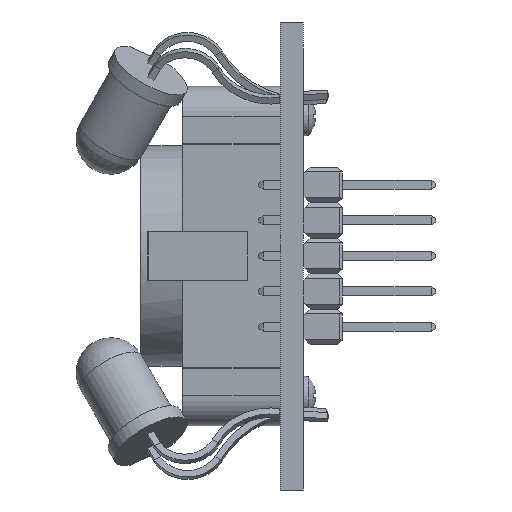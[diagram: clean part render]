
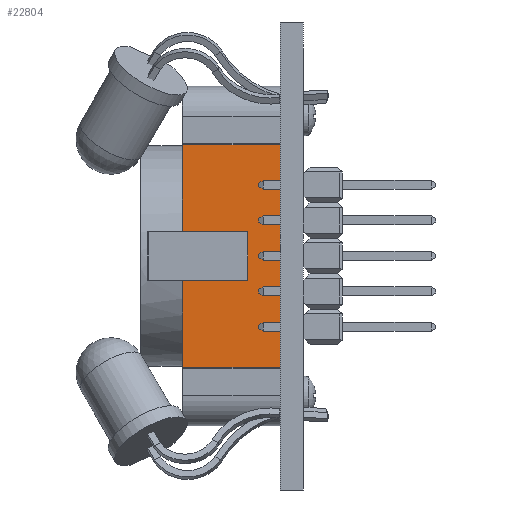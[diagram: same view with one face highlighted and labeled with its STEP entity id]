
A CAD part, left-side view. The second image highlights one B-rep face of the part: STEP entity #22804.
In plain terms, the highlighted planar face has unit normal (-1, 0, 0).
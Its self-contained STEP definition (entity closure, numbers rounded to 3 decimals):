
#1801=CIRCLE('',#24125,0.04);
#1814=CIRCLE('',#24144,0.04);
#2841=FACE_OUTER_BOUND('',#4189,.T.);
#4189=EDGE_LOOP('',(#15739,#15740,#15741,#15742,#15743,#15744,#15745,#15746,
#15747,#15748));
#5683=LINE('',#30710,#7808);
#5685=LINE('',#30731,#7810);
#5688=LINE('',#30798,#7813);
#5696=LINE('',#30855,#7821);
#5700=LINE('',#30883,#7825);
#5703=LINE('',#30887,#7828);
#5718=LINE('',#30934,#7843);
#5759=LINE('',#31087,#7884);
#7808=VECTOR('',#25617,6.98);
#7810=VECTOR('',#25641,6.21);
#7813=VECTOR('',#25682,4.611);
#7821=VECTOR('',#25746,4.611);
#7825=VECTOR('',#25776,6.98);
#7828=VECTOR('',#25781,6.21);
#7843=VECTOR('',#25836,3.46);
#7884=VECTOR('',#25997,15.96);
#9936=VERTEX_POINT('',#30699);
#9939=VERTEX_POINT('',#30706);
#9945=VERTEX_POINT('',#30721);
#9960=VERTEX_POINT('',#30789);
#9961=VERTEX_POINT('',#30790);
#9974=VERTEX_POINT('',#30827);
#9975=VERTEX_POINT('',#30829);
#9981=VERTEX_POINT('',#30846);
#9993=VERTEX_POINT('',#30876);
#9995=VERTEX_POINT('',#30881);
#12120=EDGE_CURVE('',#9936,#9939,#5683,.T.);
#12130=EDGE_CURVE('',#9945,#9936,#5685,.T.);
#12144=EDGE_CURVE('',#9960,#9961,#1801,.T.);
#12148=EDGE_CURVE('',#9961,#9945,#5688,.T.);
#12163=EDGE_CURVE('',#9974,#9975,#1814,.T.);
#12175=EDGE_CURVE('',#9981,#9974,#5696,.T.);
#12188=EDGE_CURVE('',#9995,#9993,#5700,.T.);
#12191=EDGE_CURVE('',#9993,#9981,#5703,.T.);
#12216=EDGE_CURVE('',#9975,#9960,#5718,.T.);
#12280=EDGE_CURVE('',#9939,#9995,#5759,.T.);
#15739=ORIENTED_EDGE('',*,*,#12188,.F.);
#15740=ORIENTED_EDGE('',*,*,#12280,.F.);
#15741=ORIENTED_EDGE('',*,*,#12120,.F.);
#15742=ORIENTED_EDGE('',*,*,#12130,.F.);
#15743=ORIENTED_EDGE('',*,*,#12148,.F.);
#15744=ORIENTED_EDGE('',*,*,#12144,.F.);
#15745=ORIENTED_EDGE('',*,*,#12216,.F.);
#15746=ORIENTED_EDGE('',*,*,#12163,.F.);
#15747=ORIENTED_EDGE('',*,*,#12175,.F.);
#15748=ORIENTED_EDGE('',*,*,#12191,.F.);
#22002=PLANE('',#24251);
#22804=ADVANCED_FACE('',(#2841),#22002,.T.);
#24125=AXIS2_PLACEMENT_3D('',#30791,#25672,#25673);
#24144=AXIS2_PLACEMENT_3D('',#30830,#25716,#25717);
#24251=AXIS2_PLACEMENT_3D('',#31086,#25995,#25996);
#25617=DIRECTION('',(0.,-1.,0.));
#25641=DIRECTION('',(0.,0.,1.));
#25672=DIRECTION('center_axis',(-1.,0.,0.));
#25673=DIRECTION('ref_axis',(0.,-0.707,0.707));
#25682=DIRECTION('',(0.,1.,0.));
#25716=DIRECTION('center_axis',(-1.,0.,0.));
#25717=DIRECTION('ref_axis',(0.,-0.707,-0.707));
#25746=DIRECTION('',(0.,-1.,0.));
#25776=DIRECTION('',(0.,1.,0.));
#25781=DIRECTION('',(0.,0.,1.));
#25836=DIRECTION('',(0.,0.,1.));
#25995=DIRECTION('center_axis',(-1.,0.,0.));
#25996=DIRECTION('ref_axis',(0.,0.,1.));
#25997=DIRECTION('',(0.,0.,-1.));
#30699=CARTESIAN_POINT('',(-8.,8.63,7.98));
#30706=CARTESIAN_POINT('',(-8.,1.65,7.98));
#30710=CARTESIAN_POINT('',(-8.,1.65,7.98));
#30721=CARTESIAN_POINT('',(-8.,8.63,1.77));
#30731=CARTESIAN_POINT('',(-8.,8.63,-4.));
#30789=CARTESIAN_POINT('',(-8.,3.979,1.73));
#30790=CARTESIAN_POINT('',(-8.,4.019,1.77));
#30791=CARTESIAN_POINT('Origin',(-8.,4.019,1.73));
#30798=CARTESIAN_POINT('',(-8.,2.824,1.77));
#30827=CARTESIAN_POINT('',(-8.,4.019,-1.77));
#30829=CARTESIAN_POINT('',(-8.,3.979,-1.73));
#30830=CARTESIAN_POINT('Origin',(-8.,4.019,-1.73));
#30846=CARTESIAN_POINT('',(-8.,8.63,-1.77));
#30855=CARTESIAN_POINT('',(-8.,6.379,-1.77));
#30876=CARTESIAN_POINT('',(-8.,8.63,-7.98));
#30881=CARTESIAN_POINT('',(-8.,1.65,-7.98));
#30883=CARTESIAN_POINT('',(-8.,1.65,-7.98));
#30887=CARTESIAN_POINT('',(-8.,8.63,-4.));
#30934=CARTESIAN_POINT('',(-8.,3.979,-4.875));
#31086=CARTESIAN_POINT('Origin',(-8.,1.65,-8.));
#31087=CARTESIAN_POINT('',(-8.,1.65,-4.));
